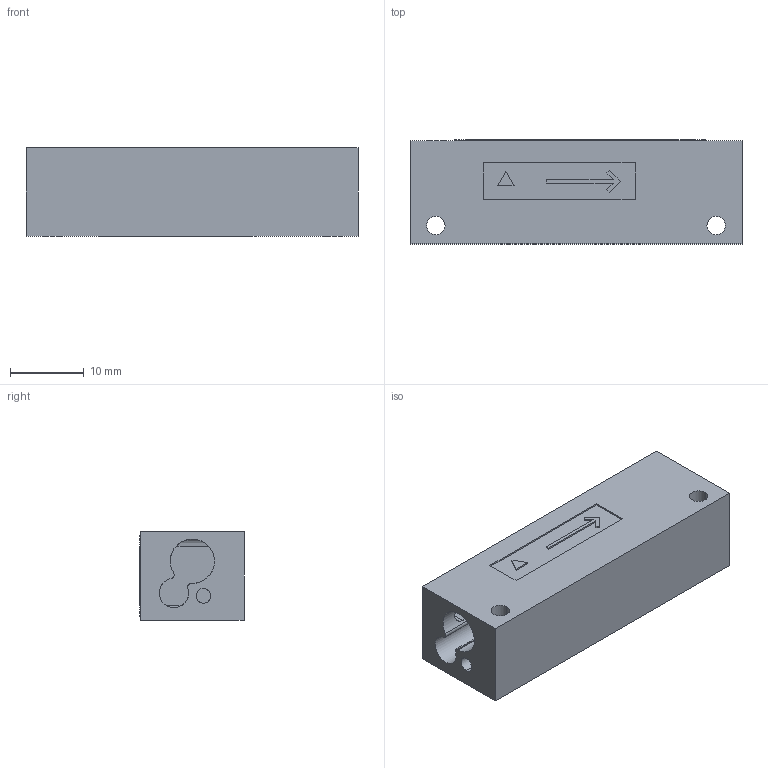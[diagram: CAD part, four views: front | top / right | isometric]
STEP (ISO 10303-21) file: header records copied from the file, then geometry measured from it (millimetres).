
FILE_DESCRIPTION (( 'STEP AP203' ), '1' );
FILE_NAME ('PM-B-XX-XX-T-XX.STEP', '2014-04-17T01:49:16', ( 'user' ), ( '' ), 'SwSTEP 2.0', 'SolidWorks 2010', '' );
FILE_SCHEMA (( 'CONFIG_CONTROL_DESIGN' ));
Length unit declared in the file: millimetre
Products named in the file (1): PM-B-XX-XX-T-XX
Bounding box: 45 x 14.1 x 12 mm (x, y, z)
Volume: 3004.6 mm3; surface area: 4781.4 mm2
Topology: 2 solids, 2 shells, 98 faces, 254 edges, 168 vertices
Faces by surface type: plane 71, cylinder 23, cone 4
Entity records: 3125 total; most frequent: CARTESIAN_POINT 622, ORIENTED_EDGE 508, DIRECTION 480, EDGE_CURVE 254, LINE 196, VECTOR 196, VERTEX_POINT 168, AXIS2_PLACEMENT_3D 142
